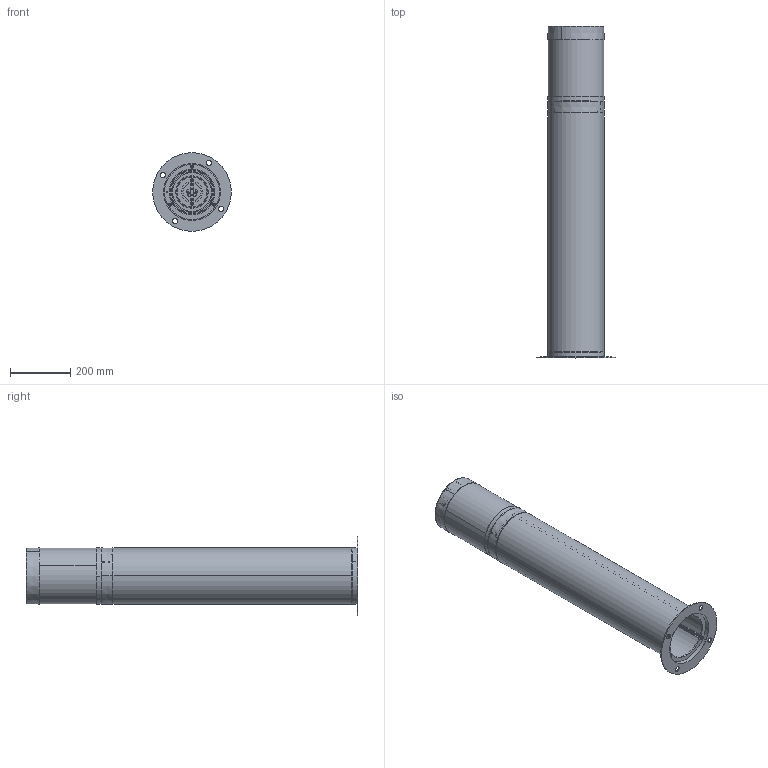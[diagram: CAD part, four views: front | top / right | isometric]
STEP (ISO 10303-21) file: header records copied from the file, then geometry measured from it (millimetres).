
FILE_DESCRIPTION (( 'STEP AP203' ), '1' );
FILE_NAME ('TERES.STEP', '2022-05-12T06:52:33', ( '' ), ( '' ), 'SwSTEP 2.0', 'SolidWorks 2019', '' );
FILE_SCHEMA (( 'CONFIG_CONTROL_DESIGN' ));
Length unit declared in the file: millimetre
Products named in the file (1): TERES
Bounding box: 260 x 1097.5 x 260 mm (x, y, z)
Volume: 3173402.8 mm3; surface area: 2044097.4 mm2
Topology: 44 solids, 44 shells, 1593 faces, 3958 edges, 2467 vertices
Faces by surface type: cylinder 497, plane 419, torus 274, cone 224, bspline 155, sphere 24
Entity records: 53378 total; most frequent: CARTESIAN_POINT 15408, DIRECTION 8233, ORIENTED_EDGE 7812, EDGE_CURVE 3906, AXIS2_PLACEMENT_3D 3502, VERTEX_POINT 2455, CIRCLE 2063, EDGE_LOOP 1867
